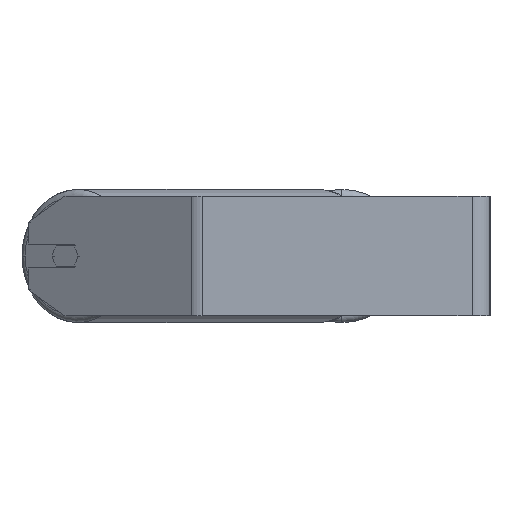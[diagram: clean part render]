
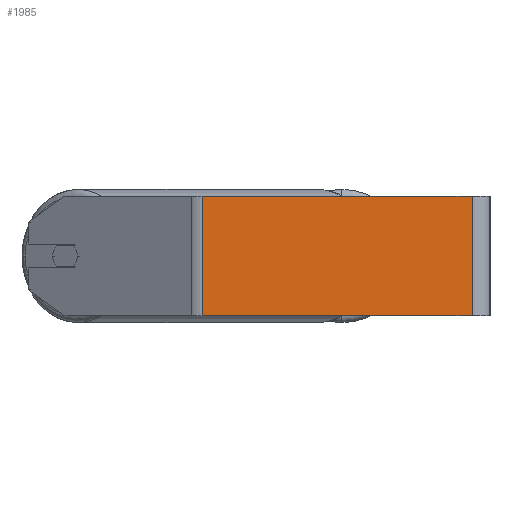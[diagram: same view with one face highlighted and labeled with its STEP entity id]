
A CAD part, left-side view. The second image highlights one B-rep face of the part: STEP entity #1985.
In plain terms, the highlighted planar face has unit normal (-1, 0, 0).
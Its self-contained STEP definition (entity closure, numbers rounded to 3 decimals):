
#35 = VECTOR ( 'NONE', #1598, 1000. ) ;
#257 = VECTOR ( 'NONE', #1856, 1000. ) ;
#361 = LINE ( 'NONE', #6999, #35 ) ;
#753 = ORIENTED_EDGE ( 'NONE', *, *, #6737, .F. ) ;
#1056 = EDGE_CURVE ( 'NONE', #1803, #2527, #361, .T. ) ;
#1107 = DIRECTION ( 'NONE',  ( 0., 0., -1. ) ) ;
#1598 = DIRECTION ( 'NONE',  ( 0., -1., 0. ) ) ;
#1635 = CARTESIAN_POINT ( 'NONE',  ( -490., 12., 40. ) ) ;
#1680 = VERTEX_POINT ( 'NONE', #2763 ) ;
#1803 = VERTEX_POINT ( 'NONE', #5144 ) ;
#1856 = DIRECTION ( 'NONE',  ( 0., -1., 0. ) ) ;
#1985 = ADVANCED_FACE ( 'NONE', ( #8555 ), #4660, .F. ) ;
#1988 = CARTESIAN_POINT ( 'NONE',  ( -490., 12., -40. ) ) ;
#2431 = CARTESIAN_POINT ( 'NONE',  ( -490., 196.068, 40. ) ) ;
#2527 = VERTEX_POINT ( 'NONE', #1988 ) ;
#2573 = CARTESIAN_POINT ( 'NONE',  ( -490., 196.068, 40. ) ) ;
#2586 = ORIENTED_EDGE ( 'NONE', *, *, #7057, .T. ) ;
#2689 = VERTEX_POINT ( 'NONE', #1635 ) ;
#2763 = CARTESIAN_POINT ( 'NONE',  ( -490., 192.285, 40. ) ) ;
#2871 = CARTESIAN_POINT ( 'NONE',  ( -490., 192.285, 40. ) ) ;
#2882 = VECTOR ( 'NONE', #1107, 1000. ) ;
#3041 = LINE ( 'NONE', #6411, #2882 ) ;
#3954 = DIRECTION ( 'NONE',  ( 1., 0., 0. ) ) ;
#4346 = EDGE_CURVE ( 'NONE', #2689, #2527, #3041, .T. ) ;
#4660 = PLANE ( 'NONE',  #6684 ) ;
#4894 = ORIENTED_EDGE ( 'NONE', *, *, #4346, .F. ) ;
#5144 = CARTESIAN_POINT ( 'NONE',  ( -490., 192.285, -40. ) ) ;
#5326 = LINE ( 'NONE', #2431, #257 ) ;
#6411 = CARTESIAN_POINT ( 'NONE',  ( -490., 12., 40. ) ) ;
#6684 = AXIS2_PLACEMENT_3D ( 'NONE', #2573, #3954, #7974 ) ;
#6689 = EDGE_LOOP ( 'NONE', ( #6933, #4894, #753, #2586 ) ) ;
#6737 = EDGE_CURVE ( 'NONE', #1680, #2689, #5326, .T. ) ;
#6933 = ORIENTED_EDGE ( 'NONE', *, *, #1056, .T. ) ;
#6999 = CARTESIAN_POINT ( 'NONE',  ( -490., 196.068, -40. ) ) ;
#7057 = EDGE_CURVE ( 'NONE', #1680, #1803, #7080, .T. ) ;
#7080 = LINE ( 'NONE', #2871, #7307 ) ;
#7307 = VECTOR ( 'NONE', #8279, 1000. ) ;
#7974 = DIRECTION ( 'NONE',  ( 0., 0., -1. ) ) ;
#8279 = DIRECTION ( 'NONE',  ( 0., 0., -1. ) ) ;
#8555 = FACE_OUTER_BOUND ( 'NONE', #6689, .T. ) ;
